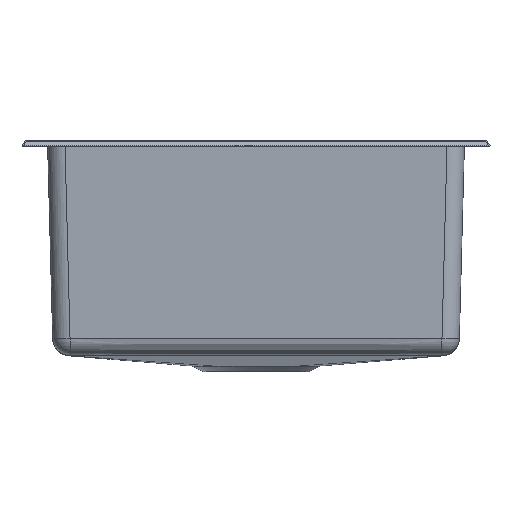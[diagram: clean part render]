
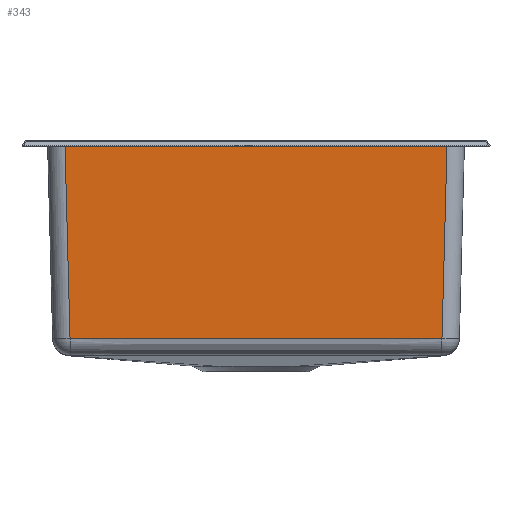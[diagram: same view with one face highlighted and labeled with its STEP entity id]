
A CAD part, front view. The second image highlights one B-rep face of the part: STEP entity #343.
In plain terms, the highlighted planar face has unit normal (0, -1, -0.026).
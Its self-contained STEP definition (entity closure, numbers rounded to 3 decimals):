
#264=B_SPLINE_CURVE_WITH_KNOTS('',3,(#4177,#4178,#4179,#4180,#4181,#4182,
#4183,#4184,#4185,#4186,#4187,#4188,#4189),.UNSPECIFIED.,.F.,.F.,(4,3,3,
3,4),(0.,0.11,0.5,0.89,1.),.UNSPECIFIED.);
#343=ADVANCED_FACE('',(#462),#383,.F.);
#383=PLANE('',#1676);
#462=FACE_OUTER_BOUND('',#573,.T.);
#573=EDGE_LOOP('',(#960,#961,#962,#963));
#960=ORIENTED_EDGE('',*,*,#1423,.T.);
#961=ORIENTED_EDGE('',*,*,#1427,.T.);
#962=ORIENTED_EDGE('',*,*,#1424,.T.);
#963=ORIENTED_EDGE('',*,*,#1408,.T.);
#1205=VERTEX_POINT('',#4190);
#1206=VERTEX_POINT('',#4191);
#1212=VERTEX_POINT('',#4229);
#1213=VERTEX_POINT('',#4233);
#1408=EDGE_CURVE('',#1205,#1206,#264,.T.);
#1423=EDGE_CURVE('',#1206,#1212,#1500,.T.);
#1424=EDGE_CURVE('',#1213,#1205,#1501,.T.);
#1427=EDGE_CURVE('',#1212,#1213,#1503,.T.);
#1500=LINE('',#4230,#1560);
#1501=LINE('',#4232,#1561);
#1503=LINE('',#4238,#1563);
#1560=VECTOR('',#1967,1.);
#1561=VECTOR('',#1970,1.);
#1563=VECTOR('',#1976,1.);
#1676=AXIS2_PLACEMENT_3D('',#4239,#1977,#1978);
#1967=DIRECTION('',(0.026,-0.026,0.999));
#1970=DIRECTION('',(0.026,0.026,-0.999));
#1976=DIRECTION('',(-1.,0.,0.));
#1977=DIRECTION('',(0.,1.,0.026));
#1978=DIRECTION('',(0.,-0.026,1.));
#4177=CARTESIAN_POINT('',(-160.525,-195.52,-166.106));
#4178=CARTESIAN_POINT('',(-148.752,-195.52,-166.111));
#4179=CARTESIAN_POINT('',(-136.98,-195.52,-166.115));
#4180=CARTESIAN_POINT('',(-125.207,-195.519,-166.119));
#4181=CARTESIAN_POINT('',(-83.471,-195.519,-166.133));
#4182=CARTESIAN_POINT('',(-41.736,-195.519,-166.141));
#4183=CARTESIAN_POINT('',(0.,-195.519,-166.141));
#4184=CARTESIAN_POINT('',(41.736,-195.519,-166.141));
#4185=CARTESIAN_POINT('',(83.471,-195.519,-166.133));
#4186=CARTESIAN_POINT('',(125.207,-195.519,-166.119));
#4187=CARTESIAN_POINT('',(136.98,-195.52,-166.115));
#4188=CARTESIAN_POINT('',(148.752,-195.52,-166.111));
#4189=CARTESIAN_POINT('',(160.525,-195.52,-166.106));
#4190=CARTESIAN_POINT('',(-160.525,-195.52,-166.106));
#4191=CARTESIAN_POINT('',(160.525,-195.52,-166.106));
#4229=CARTESIAN_POINT('',(164.928,-199.923,2.052));
#4230=CARTESIAN_POINT('',(164.892,-199.887,0.659));
#4232=CARTESIAN_POINT('',(-164.892,-199.887,0.659));
#4233=CARTESIAN_POINT('',(-164.928,-199.923,2.052));
#4238=CARTESIAN_POINT('',(0.,-199.923,2.052));
#4239=CARTESIAN_POINT('',(0.,-200.,4.974));
